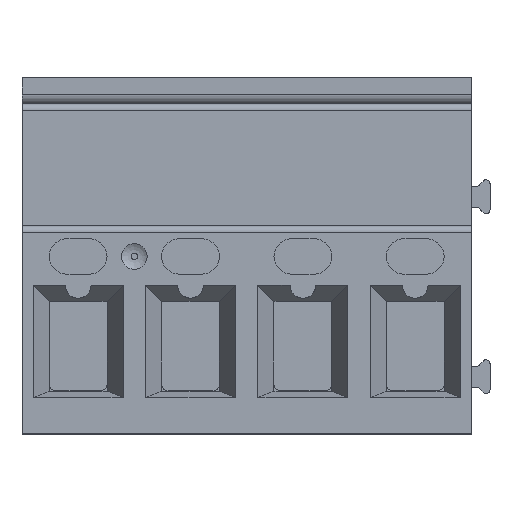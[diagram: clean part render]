
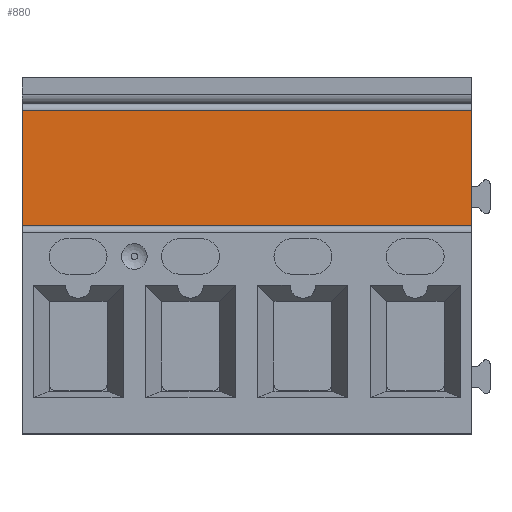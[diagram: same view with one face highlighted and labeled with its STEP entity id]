
A CAD part, top view. The second image highlights one B-rep face of the part: STEP entity #880.
In plain terms, the highlighted planar face has unit normal (0, 0, 1).
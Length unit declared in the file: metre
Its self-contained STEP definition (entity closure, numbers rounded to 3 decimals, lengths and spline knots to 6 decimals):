
#880=ADVANCED_FACE('',(#2223),#2224,.T.);
#2223=FACE_OUTER_BOUND('',#4134,.T.);
#2224=PLANE('',#4135);
#4134=EDGE_LOOP('',(#6898,#6899,#6900,#6901));
#4135=AXIS2_PLACEMENT_3D('',#6902,#6903,#6904);
#6898=ORIENTED_EDGE('',*,*,#11720,.T.);
#6899=ORIENTED_EDGE('',*,*,#11721,.F.);
#6900=ORIENTED_EDGE('',*,*,#11717,.F.);
#6901=ORIENTED_EDGE('',*,*,#11567,.F.);
#6902=CARTESIAN_POINT('',(6.777313,5.815861,0.404371));
#6903=DIRECTION('',(0.,0.,1.0));
#6904=DIRECTION('',(1.0,0.,0.0));
#11567=EDGE_CURVE('',#13963,#13965,#13966,.T.);
#11717=EDGE_CURVE('',#13965,#14213,#14214,.T.);
#11720=EDGE_CURVE('',#13963,#14217,#14218,.T.);
#11721=EDGE_CURVE('',#14213,#14217,#14219,.T.);
#13963=VERTEX_POINT('',#17561);
#13965=VERTEX_POINT('',#17563);
#13966=LINE('',#17564,#17565);
#14213=VERTEX_POINT('',#17909);
#14214=LINE('',#17910,#17911);
#14217=VERTEX_POINT('',#17915);
#14218=LINE('',#17916,#17917);
#14219=LINE('',#17918,#17919);
#17561=CARTESIAN_POINT('',(6.798313,5.815161,0.404371));
#17563=CARTESIAN_POINT('',(6.798313,5.811561,0.404371));
#17564=CARTESIAN_POINT('',(6.798313,5.810661,0.404371));
#17565=VECTOR('',#21224,1.0);
#17909=CARTESIAN_POINT('',(6.784313,5.811561,0.404371));
#17910=CARTESIAN_POINT('',(6.798313,5.811561,0.404371));
#17911=VECTOR('',#21388,1.0);
#17915=CARTESIAN_POINT('',(6.784313,5.815161,0.404371));
#17916=CARTESIAN_POINT('',(6.789563,5.815161,0.404371));
#17917=VECTOR('',#21390,1.0);
#17918=CARTESIAN_POINT('',(6.784313,5.810661,0.404371));
#17919=VECTOR('',#21391,1.0);
#21224=DIRECTION('',(0.,-1.0,0.0));
#21388=DIRECTION('',(-1.0,0.,0.));
#21390=DIRECTION('',(-1.0,0.,0.));
#21391=DIRECTION('',(0.,1.0,0.0));
